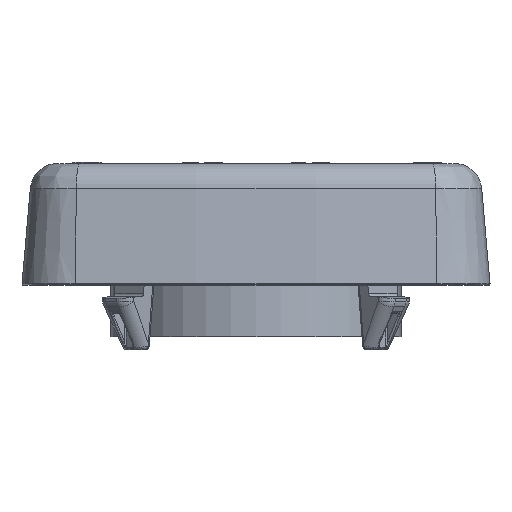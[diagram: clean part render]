
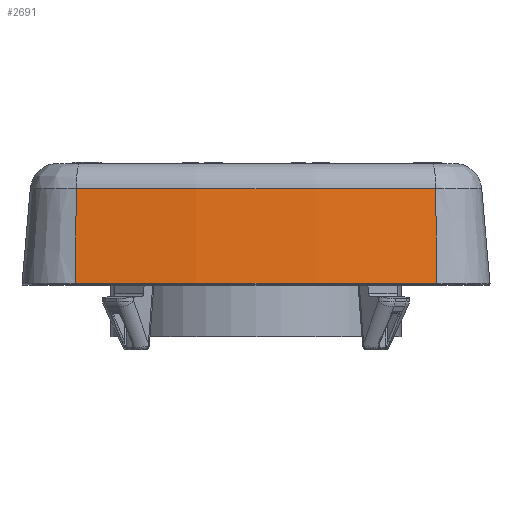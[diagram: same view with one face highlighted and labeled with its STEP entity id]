
A CAD part, left-side view. The second image highlights one B-rep face of the part: STEP entity #2691.
In plain terms, the highlighted conical face has half-angle 5 degrees and reference radius 182.518 mm.
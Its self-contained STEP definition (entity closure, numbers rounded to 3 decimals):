
#265=CONICAL_SURFACE('',#34586,182.518,5.);
#2691=ADVANCED_FACE('',(#4565),#265,.T.);
#4565=FACE_OUTER_BOUND('',#6327,.T.);
#6327=EDGE_LOOP('',(#18299,#18300,#18301,#18302));
#8476=LINE('',#50927,#12472);
#8477=LINE('',#50928,#12473);
#12472=VECTOR('',#38782,1.);
#12473=VECTOR('',#38783,1.);
#18299=ORIENTED_EDGE('',*,*,#29735,.F.);
#18300=ORIENTED_EDGE('',*,*,#29736,.F.);
#18301=ORIENTED_EDGE('',*,*,#29247,.T.);
#18302=ORIENTED_EDGE('',*,*,#29737,.F.);
#25841=VERTEX_POINT('',#49946);
#25842=VERTEX_POINT('',#49947);
#26085=VERTEX_POINT('',#50925);
#26086=VERTEX_POINT('',#50926);
#29247=EDGE_CURVE('',#25841,#25842,#33347,.T.);
#29735=EDGE_CURVE('',#26085,#26086,#33431,.T.);
#29736=EDGE_CURVE('',#25841,#26085,#8476,.T.);
#29737=EDGE_CURVE('',#26086,#25842,#8477,.T.);
#33347=CIRCLE('',#34257,183.033);
#33431=CIRCLE('',#34585,182.003);
#34257=AXIS2_PLACEMENT_3D('',#49945,#37721,#37722);
#34585=AXIS2_PLACEMENT_3D('',#50924,#38780,#38781);
#34586=AXIS2_PLACEMENT_3D('',#50929,#38784,#38785);
#37721=DIRECTION('',(0.,0.,1.));
#37722=DIRECTION('',(-0.992,-0.123,0.));
#38780=DIRECTION('',(0.,0.,1.));
#38781=DIRECTION('',(-0.992,0.123,0.));
#38782=DIRECTION('',(0.086,-0.011,0.996));
#38783=DIRECTION('',(-0.086,-0.011,-0.996));
#38784=DIRECTION('',(0.,0.,-1.));
#38785=DIRECTION('',(-1.,0.,0.));
#49945=CARTESIAN_POINT('',(108.25,0.,-0.383));
#49946=CARTESIAN_POINT('',(-73.405,22.423,-0.383));
#49947=CARTESIAN_POINT('',(-73.405,-22.423,-0.383));
#50924=CARTESIAN_POINT('',(108.25,0.,11.396));
#50925=CARTESIAN_POINT('',(-72.382,22.297,11.396));
#50926=CARTESIAN_POINT('',(-72.382,-22.297,11.396));
#50927=CARTESIAN_POINT('',(-72.382,22.297,11.396));
#50928=CARTESIAN_POINT('',(-72.382,-22.297,11.396));
#50929=CARTESIAN_POINT('',(108.25,0.,5.507));
